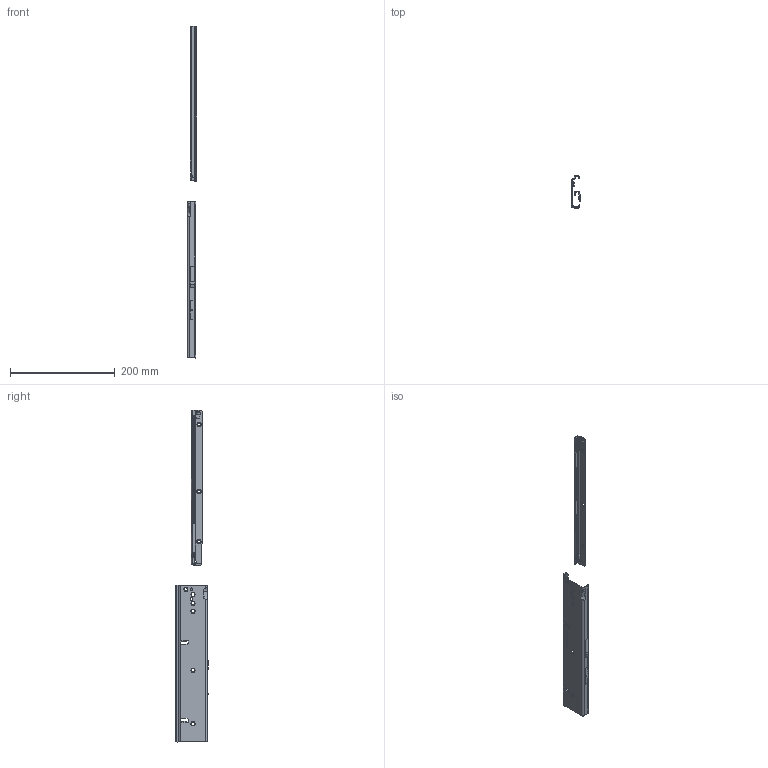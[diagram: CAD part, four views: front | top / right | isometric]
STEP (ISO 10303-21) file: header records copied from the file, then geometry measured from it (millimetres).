
FILE_DESCRIPTION (( 'STEP AP214' ), '1' );
FILE_NAME ('FR_795.300-GA.L500_open.STEP', '2023-12-20T12:28:32', ( '' ), ( '' ), 'SwSTEP 2.0', 'SolidWorks 2023', '' );
FILE_SCHEMA (( 'AUTOMOTIVE_DESIGN' ));
Length unit declared in the file: millimetre
Products named in the file (6): CS# 795.XXX-01.A173_NL  300; PG-033; CS# 795.XXX-03.A178_NL  300; FR_795.300-GA.L500_open; CS# 795.XXX-Ü3.0000_NL  300; CS# 795.XXX-01.0000_NL  300
Assembly tree (5 placements, depth 3):
  FR_795.300-GA.L500_open
    CS# 795.XXX-01.0000_NL  300
      CS# 795.XXX-01.A173_NL  300
      PG-033
    CS# 795.XXX-Ü3.0000_NL  300
      CS# 795.XXX-03.A178_NL  300
Bounding box: 18 x 62.55 x 635.05 mm (x, y, z)
Volume: 53030.5 mm3; surface area: 74192.3 mm2
Topology: 3 solids, 3 shells, 1121 faces, 3062 edges, 1925 vertices
Faces by surface type: cylinder 452, plane 365, cone 122, bspline 90, torus 72, sphere 20
Entity records: 38622 total; most frequent: CARTESIAN_POINT 11018, ORIENTED_EDGE 6066, DIRECTION 5480, EDGE_CURVE 3033, AXIS2_PLACEMENT_3D 2022, VERTEX_POINT 1925, VECTOR 1436, LINE 1436
